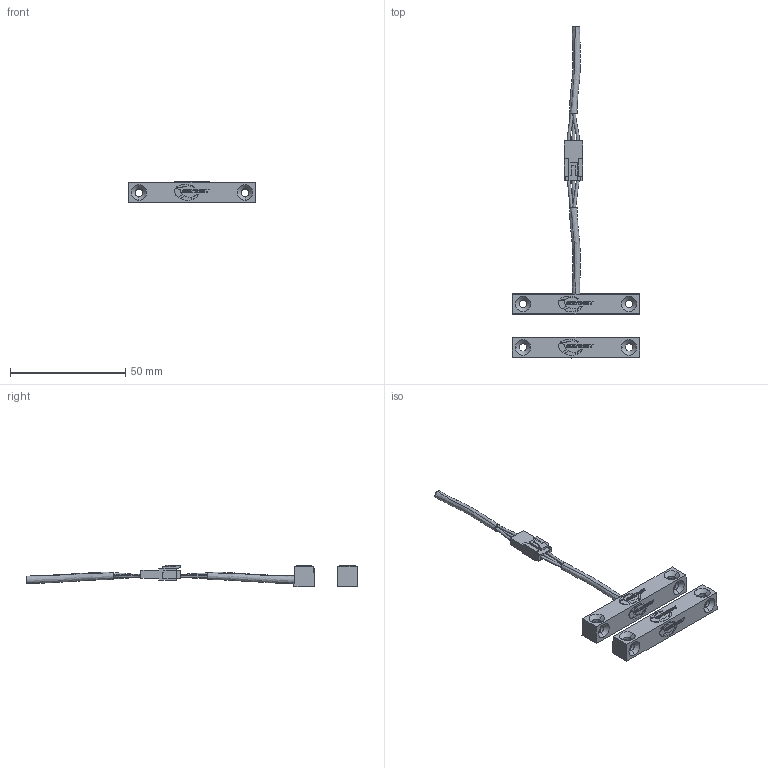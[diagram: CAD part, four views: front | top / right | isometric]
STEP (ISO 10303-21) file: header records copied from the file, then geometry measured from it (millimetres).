
FILE_DESCRIPTION (( 'STEP AP214' ), '1' );
FILE_NAME ('CUDD115MN.step', '2025-03-31T08:53:04', ( '' ), ( '' ), 'SwSTEP 2.0', 'SolidWorks 2024', '' );
FILE_SCHEMA (( 'AUTOMOTIVE_DESIGN' ));
Length unit declared in the file: millimetre
Products named in the file (5): CUDD1_REED-DEBROCHABLE; CUDD115MN; EP0708-A2005-H03; EP0707-C2004-H03; CUDD1_AIMANT
Assembly tree (4 placements, depth 2):
  CUDD115MN
    CUDD1_REED-DEBROCHABLE
    CUDD1_AIMANT
    EP0708-A2005-H03
    EP0707-C2004-H03
Bounding box: 55.3 x 144.03 x 9.3 mm (x, y, z)
Volume: 9038.5 mm3; surface area: 6621.3 mm2
Topology: 8 solids, 8 shells, 687 faces, 1817 edges, 1198 vertices
Faces by surface type: plane 419, bspline 220, cylinder 32, cone 16
Entity records: 23955 total; most frequent: CARTESIAN_POINT 8263, ORIENTED_EDGE 3634, DIRECTION 2359, EDGE_CURVE 1817, LINE 1279, VECTOR 1279, VERTEX_POINT 1198, EDGE_LOOP 765
